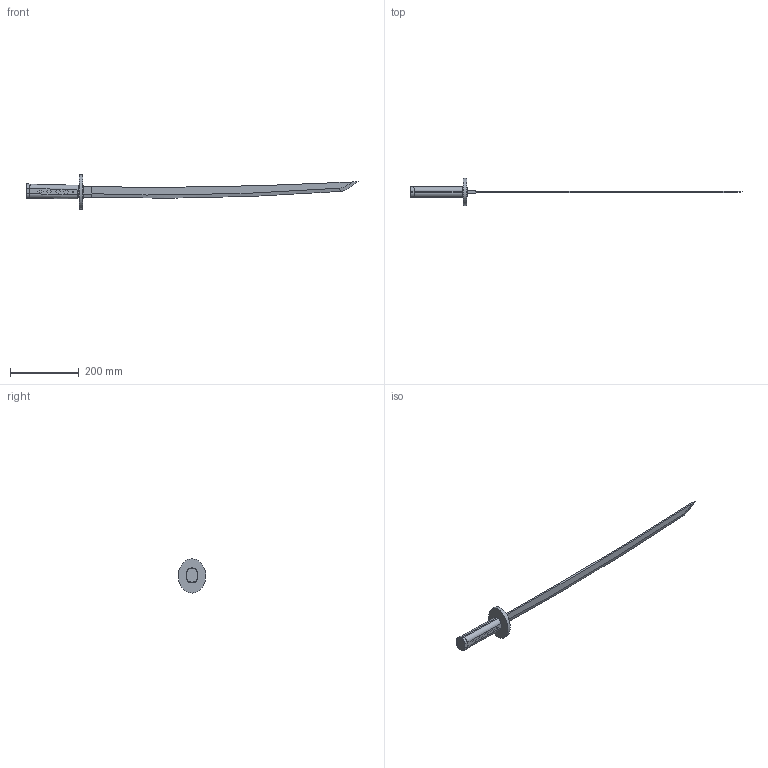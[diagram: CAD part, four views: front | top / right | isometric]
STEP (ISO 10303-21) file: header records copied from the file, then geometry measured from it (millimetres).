
FILE_DESCRIPTION(/* description */ (''),/* implementation_level */ '2;1');
FILE_NAME(/* name */ 'Katana Assembly v4.step',/* time_stamp */ '2022-01-12T23:05:26+06:00',/* author */ (''),/* organization */ (''),/* preprocessor_version */ 'ST-DEVELOPER v18.1',/* originating_system */ 'Autodesk Translation Framework v10.10.0.1391',/* authorisation */ '');
FILE_SCHEMA (('AUTOMOTIVE_DESIGN { 1 0 10303 214 3 1 1 }'));
Length unit declared in the file: millimetre
Products named in the file (5): Katana Assembly; Katana Blade; Katana Hilt Gaurd; Katana Mekugi; Katana Handle
Assembly tree (4 placements, depth 2):
  Katana Assembly
    Katana Blade
    Katana Hilt Gaurd
    Katana Mekugi
    Katana Handle
Bounding box: 966.85 x 79.95 x 99.88 mm (x, y, z)
Volume: 328463.9 mm3; surface area: 110626.5 mm2
Topology: 17 solids, 17 shells, 213 faces, 500 edges, 322 vertices
Faces by surface type: plane 179, cylinder 27, cone 4, bspline 3
Full cylindrical faces by diameter (mm): 4.99 x1, 5 x3
Entity records: 6269 total; most frequent: CARTESIAN_POINT 1117, ORIENTED_EDGE 1000, DIRECTION 998, EDGE_CURVE 500, LINE 428, VECTOR 428, VERTEX_POINT 322, AXIS2_PLACEMENT_3D 285
